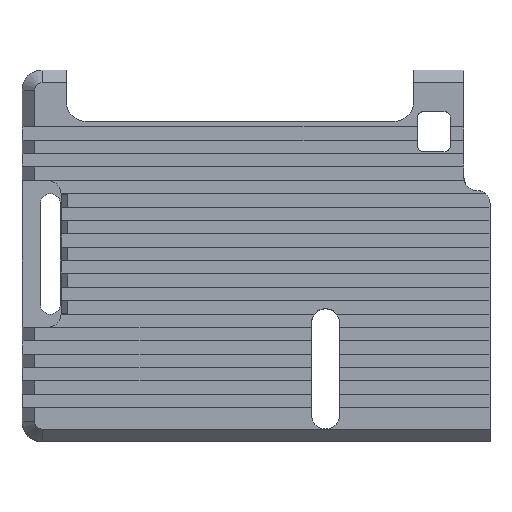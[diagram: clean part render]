
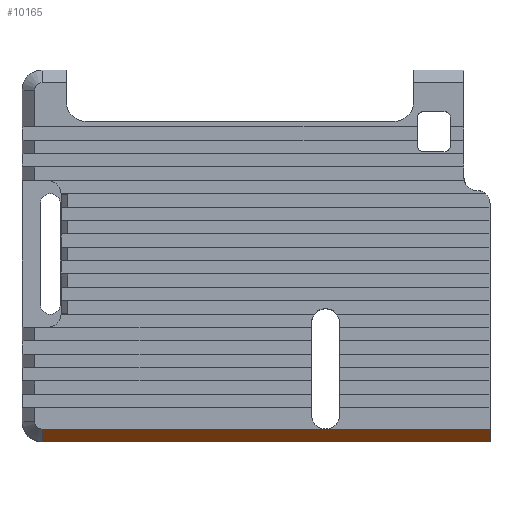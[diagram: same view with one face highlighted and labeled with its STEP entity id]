
A CAD part, top view. The second image highlights one B-rep face of the part: STEP entity #10165.
In plain terms, the highlighted planar face has unit normal (0, -0.707, 0.707).
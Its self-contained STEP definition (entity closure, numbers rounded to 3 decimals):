
#1396 = PLANE('',#1397);
#1397 = AXIS2_PLACEMENT_3D('',#1398,#1399,#1400);
#1398 = CARTESIAN_POINT('',(35.,-27.8,0.));
#1399 = DIRECTION('',(-1.,0.,0.));
#1400 = DIRECTION('',(0.,1.,0.));
#2583 = PLANE('',#2584);
#2584 = AXIS2_PLACEMENT_3D('',#2585,#2586,#2587);
#2585 = CARTESIAN_POINT('',(-0.242,-0.66,9.7));
#2586 = DIRECTION('',(0.,0.,1.));
#2587 = DIRECTION('',(1.,0.,-0.));
#4199 = VERTEX_POINT('',#4200);
#4200 = CARTESIAN_POINT('',(35.,-25.9,9.7));
#4216 = PLANE('',#4217);
#4217 = AXIS2_PLACEMENT_3D('',#4218,#4219,#4220);
#4218 = CARTESIAN_POINT('',(-0.242,-0.66,9.7));
#4219 = DIRECTION('',(0.,0.,1.));
#4220 = DIRECTION('',(1.,0.,-0.));
#4838 = VERTEX_POINT('',#4839);
#4839 = CARTESIAN_POINT('',(35.,-27.8,7.8));
#4853 = PLANE('',#4854);
#4854 = AXIS2_PLACEMENT_3D('',#4855,#4856,#4857);
#4855 = CARTESIAN_POINT('',(-32.,-27.8,0.));
#4856 = DIRECTION('',(0.,1.,0.));
#4857 = DIRECTION('',(1.,0.,0.));
#4865 = EDGE_CURVE('',#4838,#4199,#4866,.T.);
#4866 = SURFACE_CURVE('',#4867,(#4871,#4878),.PCURVE_S1.);
#4867 = LINE('',#4868,#4869);
#4868 = CARTESIAN_POINT('',(35.,-29.275,6.325));
#4869 = VECTOR('',#4870,1.);
#4870 = DIRECTION('',(0.,0.707,0.707));
#4871 = PCURVE('',#1396,#4872);
#4872 = DEFINITIONAL_REPRESENTATION('',(#4873),#4877);
#4873 = LINE('',#4874,#4875);
#4874 = CARTESIAN_POINT('',(-1.475,-6.325));
#4875 = VECTOR('',#4876,1.);
#4876 = DIRECTION('',(0.707,-0.707));
#4877 = ( GEOMETRIC_REPRESENTATION_CONTEXT(2) 
PARAMETRIC_REPRESENTATION_CONTEXT() REPRESENTATION_CONTEXT('2D SPACE',''
  ) );
#4878 = PCURVE('',#4879,#4884);
#4879 = PLANE('',#4880);
#4880 = AXIS2_PLACEMENT_3D('',#4881,#4882,#4883);
#4881 = CARTESIAN_POINT('',(-32.,-26.85,8.75));
#4882 = DIRECTION('',(0.,0.707,-0.707));
#4883 = DIRECTION('',(-1.,0.,-0.));
#4884 = DEFINITIONAL_REPRESENTATION('',(#4885),#4889);
#4885 = LINE('',#4886,#4887);
#4886 = CARTESIAN_POINT('',(-67.,-3.429));
#4887 = VECTOR('',#4888,1.);
#4888 = DIRECTION('',(0.,1.));
#4889 = ( GEOMETRIC_REPRESENTATION_CONTEXT(2) 
PARAMETRIC_REPRESENTATION_CONTEXT() REPRESENTATION_CONTEXT('2D SPACE',''
  ) );
#5928 = VERTEX_POINT('',#5929);
#5929 = CARTESIAN_POINT('',(-32.,-27.8,7.8));
#5965 = CONICAL_SURFACE('',#5966,3.,0.785);
#5966 = AXIS2_PLACEMENT_3D('',#5967,#5968,#5969);
#5967 = CARTESIAN_POINT('',(-32.,-24.8,7.8));
#5968 = DIRECTION('',(-0.,-0.,-1.));
#5969 = DIRECTION('',(-1.,0.,0.));
#8973 = VERTEX_POINT('',#8974);
#8974 = CARTESIAN_POINT('',(10.4,-25.9,9.7));
#9004 = VERTEX_POINT('',#9005);
#9005 = CARTESIAN_POINT('',(-32.,-25.9,9.7));
#9027 = EDGE_CURVE('',#9004,#8973,#9028,.T.);
#9028 = SURFACE_CURVE('',#9029,(#9033,#9040),.PCURVE_S1.);
#9029 = LINE('',#9030,#9031);
#9030 = CARTESIAN_POINT('',(-32.,-25.9,9.7));
#9031 = VECTOR('',#9032,1.);
#9032 = DIRECTION('',(1.,0.,0.));
#9033 = PCURVE('',#2583,#9034);
#9034 = DEFINITIONAL_REPRESENTATION('',(#9035),#9039);
#9035 = LINE('',#9036,#9037);
#9036 = CARTESIAN_POINT('',(-31.758,-25.24));
#9037 = VECTOR('',#9038,1.);
#9038 = DIRECTION('',(1.,0.));
#9039 = ( GEOMETRIC_REPRESENTATION_CONTEXT(2) 
PARAMETRIC_REPRESENTATION_CONTEXT() REPRESENTATION_CONTEXT('2D SPACE',''
  ) );
#9040 = PCURVE('',#4879,#9041);
#9041 = DEFINITIONAL_REPRESENTATION('',(#9042),#9046);
#9042 = LINE('',#9043,#9044);
#9043 = CARTESIAN_POINT('',(0.,1.344));
#9044 = VECTOR('',#9045,1.);
#9045 = DIRECTION('',(-1.,0.));
#9046 = ( GEOMETRIC_REPRESENTATION_CONTEXT(2) 
PARAMETRIC_REPRESENTATION_CONTEXT() REPRESENTATION_CONTEXT('2D SPACE',''
  ) );
#9558 = EDGE_CURVE('',#8973,#4199,#9559,.T.);
#9559 = SURFACE_CURVE('',#9560,(#9564,#9571),.PCURVE_S1.);
#9560 = LINE('',#9561,#9562);
#9561 = CARTESIAN_POINT('',(-32.,-25.9,9.7));
#9562 = VECTOR('',#9563,1.);
#9563 = DIRECTION('',(1.,0.,0.));
#9564 = PCURVE('',#4216,#9565);
#9565 = DEFINITIONAL_REPRESENTATION('',(#9566),#9570);
#9566 = LINE('',#9567,#9568);
#9567 = CARTESIAN_POINT('',(-31.758,-25.24));
#9568 = VECTOR('',#9569,1.);
#9569 = DIRECTION('',(1.,0.));
#9570 = ( GEOMETRIC_REPRESENTATION_CONTEXT(2) 
PARAMETRIC_REPRESENTATION_CONTEXT() REPRESENTATION_CONTEXT('2D SPACE',''
  ) );
#9571 = PCURVE('',#4879,#9572);
#9572 = DEFINITIONAL_REPRESENTATION('',(#9573),#9577);
#9573 = LINE('',#9574,#9575);
#9574 = CARTESIAN_POINT('',(0.,1.344));
#9575 = VECTOR('',#9576,1.);
#9576 = DIRECTION('',(-1.,0.));
#9577 = ( GEOMETRIC_REPRESENTATION_CONTEXT(2) 
PARAMETRIC_REPRESENTATION_CONTEXT() REPRESENTATION_CONTEXT('2D SPACE',''
  ) );
#10145 = EDGE_CURVE('',#5928,#4838,#10146,.T.);
#10146 = SURFACE_CURVE('',#10147,(#10151,#10158),.PCURVE_S1.);
#10147 = LINE('',#10148,#10149);
#10148 = CARTESIAN_POINT('',(-32.,-27.8,7.8));
#10149 = VECTOR('',#10150,1.);
#10150 = DIRECTION('',(1.,0.,0.));
#10151 = PCURVE('',#4853,#10152);
#10152 = DEFINITIONAL_REPRESENTATION('',(#10153),#10157);
#10153 = LINE('',#10154,#10155);
#10154 = CARTESIAN_POINT('',(0.,-7.8));
#10155 = VECTOR('',#10156,1.);
#10156 = DIRECTION('',(1.,0.));
#10157 = ( GEOMETRIC_REPRESENTATION_CONTEXT(2) 
PARAMETRIC_REPRESENTATION_CONTEXT() REPRESENTATION_CONTEXT('2D SPACE',''
  ) );
#10158 = PCURVE('',#4879,#10159);
#10159 = DEFINITIONAL_REPRESENTATION('',(#10160),#10164);
#10160 = LINE('',#10161,#10162);
#10161 = CARTESIAN_POINT('',(0.,-1.344));
#10162 = VECTOR('',#10163,1.);
#10163 = DIRECTION('',(-1.,0.));
#10164 = ( GEOMETRIC_REPRESENTATION_CONTEXT(2) 
PARAMETRIC_REPRESENTATION_CONTEXT() REPRESENTATION_CONTEXT('2D SPACE',''
  ) );
#10165 = ADVANCED_FACE('',(#10166),#4879,.F.);
#10166 = FACE_BOUND('',#10167,.T.);
#10167 = EDGE_LOOP('',(#10168,#10188,#10189,#10190,#10191));
#10168 = ORIENTED_EDGE('',*,*,#10169,.F.);
#10169 = EDGE_CURVE('',#5928,#9004,#10170,.T.);
#10170 = SURFACE_CURVE('',#10171,(#10175,#10182),.PCURVE_S1.);
#10171 = LINE('',#10172,#10173);
#10172 = CARTESIAN_POINT('',(-32.,-27.8,7.8));
#10173 = VECTOR('',#10174,1.);
#10174 = DIRECTION('',(0.,0.707,0.707)
  );
#10175 = PCURVE('',#4879,#10176);
#10176 = DEFINITIONAL_REPRESENTATION('',(#10177),#10181);
#10177 = LINE('',#10178,#10179);
#10178 = CARTESIAN_POINT('',(0.,-1.344));
#10179 = VECTOR('',#10180,1.);
#10180 = DIRECTION('',(0.,1.));
#10181 = ( GEOMETRIC_REPRESENTATION_CONTEXT(2) 
PARAMETRIC_REPRESENTATION_CONTEXT() REPRESENTATION_CONTEXT('2D SPACE',''
  ) );
#10182 = PCURVE('',#5965,#10183);
#10183 = DEFINITIONAL_REPRESENTATION('',(#10184),#10187);
#10184 = B_SPLINE_CURVE_WITH_KNOTS('',1,(#10185,#10186),.UNSPECIFIED.,
  .F.,.F.,(2,2),(0.,2.687),.PIECEWISE_BEZIER_KNOTS.);
#10185 = CARTESIAN_POINT('',(4.712,0.));
#10186 = CARTESIAN_POINT('',(4.712,-1.9));
#10187 = ( GEOMETRIC_REPRESENTATION_CONTEXT(2) 
PARAMETRIC_REPRESENTATION_CONTEXT() REPRESENTATION_CONTEXT('2D SPACE',''
  ) );
#10188 = ORIENTED_EDGE('',*,*,#10145,.T.);
#10189 = ORIENTED_EDGE('',*,*,#4865,.T.);
#10190 = ORIENTED_EDGE('',*,*,#9558,.F.);
#10191 = ORIENTED_EDGE('',*,*,#9027,.F.);
